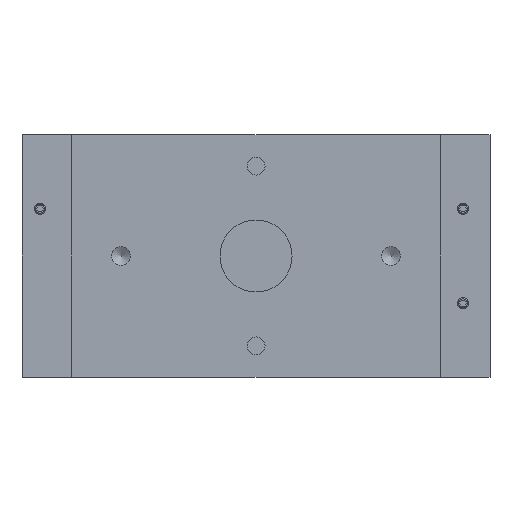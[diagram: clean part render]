
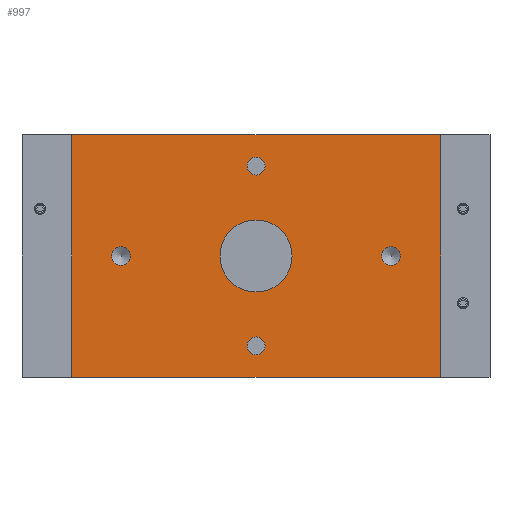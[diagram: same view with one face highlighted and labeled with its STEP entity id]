
A CAD part, front view. The second image highlights one B-rep face of the part: STEP entity #997.
In plain terms, the highlighted planar face has unit normal (0, -1, 0).
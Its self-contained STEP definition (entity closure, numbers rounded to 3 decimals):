
#997 = ADVANCED_FACE( '', ( #2144, #2145, #2146, #2147, #2148, #2149 ), #2150, .F. );
#2144 = FACE_BOUND( '', #3466, .T. );
#2145 = FACE_BOUND( '', #3467, .T. );
#2146 = FACE_BOUND( '', #3468, .T. );
#2147 = FACE_BOUND( '', #3469, .T. );
#2148 = FACE_BOUND( '', #3470, .T. );
#2149 = FACE_OUTER_BOUND( '', #3471, .T. );
#2150 = PLANE( '', #3472 );
#3466 = EDGE_LOOP( '', ( #5987 ) );
#3467 = EDGE_LOOP( '', ( #5988 ) );
#3468 = EDGE_LOOP( '', ( #5989 ) );
#3469 = EDGE_LOOP( '', ( #5990 ) );
#3470 = EDGE_LOOP( '', ( #5991 ) );
#3471 = EDGE_LOOP( '', ( #5992, #5993, #5994, #5995 ) );
#3472 = AXIS2_PLACEMENT_3D( '', #5996, #5997, #5998 );
#5987 = ORIENTED_EDGE( '', *, *, #8422, .F. );
#5988 = ORIENTED_EDGE( '', *, *, #8423, .F. );
#5989 = ORIENTED_EDGE( '', *, *, #8376, .F. );
#5990 = ORIENTED_EDGE( '', *, *, #7795, .F. );
#5991 = ORIENTED_EDGE( '', *, *, #7812, .F. );
#5992 = ORIENTED_EDGE( '', *, *, #8424, .T. );
#5993 = ORIENTED_EDGE( '', *, *, #8425, .F. );
#5994 = ORIENTED_EDGE( '', *, *, #8157, .F. );
#5995 = ORIENTED_EDGE( '', *, *, #8426, .T. );
#5996 = CARTESIAN_POINT( '', ( 41., 0., 27. ) );
#5997 = DIRECTION( '', ( 0., 1., 0. ) );
#5998 = DIRECTION( '', ( 0., 0., 1. ) );
#7795 = EDGE_CURVE( '', #9401, #9401, #9402, .T. );
#7812 = EDGE_CURVE( '', #9430, #9430, #9431, .T. );
#8157 = EDGE_CURVE( '', #9958, #9960, #9961, .T. );
#8376 = EDGE_CURVE( '', #10272, #10272, #10273, .T. );
#8422 = EDGE_CURVE( '', #10335, #10335, #10336, .T. );
#8423 = EDGE_CURVE( '', #10337, #10337, #10338, .T. );
#8424 = EDGE_CURVE( '', #10339, #10340, #10341, .T. );
#8425 = EDGE_CURVE( '', #9960, #10340, #10342, .T. );
#8426 = EDGE_CURVE( '', #9958, #10339, #10343, .T. );
#9401 = VERTEX_POINT( '', #11611 );
#9402 = CIRCLE( '', #11612, 2.067 );
#9430 = VERTEX_POINT( '', #11651 );
#9431 = CIRCLE( '', #11652, 8. );
#9958 = VERTEX_POINT( '', #12387 );
#9960 = VERTEX_POINT( '', #12390 );
#9961 = LINE( '', #12391, #12392 );
#10272 = VERTEX_POINT( '', #12835 );
#10273 = CIRCLE( '', #12836, 2.067 );
#10335 = VERTEX_POINT( '', #12923 );
#10336 = CIRCLE( '', #12924, 2. );
#10337 = VERTEX_POINT( '', #12925 );
#10338 = CIRCLE( '', #12926, 2. );
#10339 = VERTEX_POINT( '', #12927 );
#10340 = VERTEX_POINT( '', #12928 );
#10341 = LINE( '', #12929, #12930 );
#10342 = LINE( '', #12931, #12932 );
#10343 = LINE( '', #12933, #12934 );
#11611 = CARTESIAN_POINT( '', ( 30., 0., -2.067 ) );
#11612 = AXIS2_PLACEMENT_3D( '', #13888, #13889, #13890 );
#11651 = CARTESIAN_POINT( '', ( 0., 0., -8. ) );
#11652 = AXIS2_PLACEMENT_3D( '', #13905, #13906, #13907 );
#12387 = CARTESIAN_POINT( '', ( 41., 0., 27. ) );
#12390 = CARTESIAN_POINT( '', ( 41., 0., -27. ) );
#12391 = CARTESIAN_POINT( '', ( 41., 0., 27. ) );
#12392 = VECTOR( '', #14255, 1000. );
#12835 = CARTESIAN_POINT( '', ( -30., 0., -2.067 ) );
#12836 = AXIS2_PLACEMENT_3D( '', #14457, #14458, #14459 );
#12923 = CARTESIAN_POINT( '', ( 0., 0., 18. ) );
#12924 = AXIS2_PLACEMENT_3D( '', #14497, #14498, #14499 );
#12925 = CARTESIAN_POINT( '', ( 0., 0., -22. ) );
#12926 = AXIS2_PLACEMENT_3D( '', #14500, #14501, #14502 );
#12927 = CARTESIAN_POINT( '', ( -41., 0., 27. ) );
#12928 = CARTESIAN_POINT( '', ( -41., 0., -27. ) );
#12929 = CARTESIAN_POINT( '', ( -41., 0., 27. ) );
#12930 = VECTOR( '', #14503, 1000. );
#12931 = CARTESIAN_POINT( '', ( 41., 0., -27. ) );
#12932 = VECTOR( '', #14504, 1000. );
#12933 = CARTESIAN_POINT( '', ( 41., 0., 27. ) );
#12934 = VECTOR( '', #14505, 1000. );
#13888 = CARTESIAN_POINT( '', ( 30., 0., 0. ) );
#13889 = DIRECTION( '', ( 0., -1., 0. ) );
#13890 = DIRECTION( '', ( 0., 0., -1. ) );
#13905 = CARTESIAN_POINT( '', ( 0., 0., 0. ) );
#13906 = DIRECTION( '', ( 0., -1., 0. ) );
#13907 = DIRECTION( '', ( 0., 0., -1. ) );
#14255 = DIRECTION( '', ( 0., 0., -1. ) );
#14457 = CARTESIAN_POINT( '', ( -30., 0., 0. ) );
#14458 = DIRECTION( '', ( 0., -1., 0. ) );
#14459 = DIRECTION( '', ( 0., 0., -1. ) );
#14497 = CARTESIAN_POINT( '', ( 0., 0., 20. ) );
#14498 = DIRECTION( '', ( 0., -1., 0. ) );
#14499 = DIRECTION( '', ( 0., 0., -1. ) );
#14500 = CARTESIAN_POINT( '', ( 0., 0., -20. ) );
#14501 = DIRECTION( '', ( 0., -1., 0. ) );
#14502 = DIRECTION( '', ( 0., 0., -1. ) );
#14503 = DIRECTION( '', ( 0., 0., -1. ) );
#14504 = DIRECTION( '', ( -1., 0., 0. ) );
#14505 = DIRECTION( '', ( -1., 0., 0. ) );
